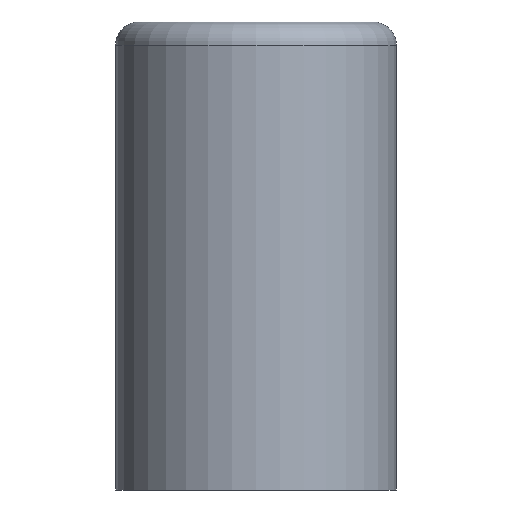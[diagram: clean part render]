
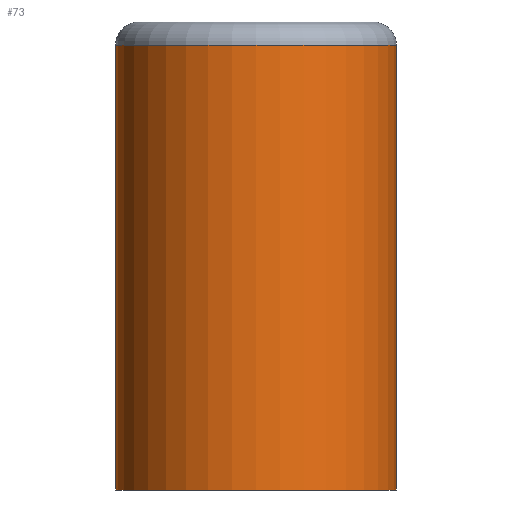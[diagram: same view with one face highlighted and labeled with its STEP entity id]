
A CAD part, front view. The second image highlights one B-rep face of the part: STEP entity #73.
In plain terms, the highlighted cylindrical face has radius 3 mm (diameter 6 mm), a full revolution.
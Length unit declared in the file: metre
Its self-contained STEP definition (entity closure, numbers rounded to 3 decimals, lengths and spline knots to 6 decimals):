
#18=ORIENTED_EDGE('',*,*,#30,.T.);
#19=ORIENTED_EDGE('',*,*,#31,.T.);
#30=EDGE_CURVE('',#36,#36,#42,.F.);
#31=EDGE_CURVE('',#37,#37,#43,.T.);
#36=VERTEX_POINT('',#137);
#37=VERTEX_POINT('',#139);
#42=CIRCLE('',#95,0.003);
#43=CIRCLE('',#96,0.003);
#48=EDGE_LOOP('',(#18));
#49=EDGE_LOOP('',(#19));
#60=FACE_BOUND('',#48,.T.);
#61=FACE_BOUND('',#49,.T.);
#71=CYLINDRICAL_SURFACE('',#94,0.003);
#73=ADVANCED_FACE('',(#60,#61),#71,.T.);
#94=AXIS2_PLACEMENT_3D('',#135,#111,#112);
#95=AXIS2_PLACEMENT_3D('',#136,#113,#114);
#96=AXIS2_PLACEMENT_3D('',#138,#115,#116);
#111=DIRECTION('',(0.,0.,-1.));
#112=DIRECTION('',(-1.,0.,0.));
#113=DIRECTION('',(0.,0.,1.));
#114=DIRECTION('',(1.,0.,0.));
#115=DIRECTION('',(0.,0.,1.));
#116=DIRECTION('',(1.,0.,0.));
#135=CARTESIAN_POINT('',(0.006246,-0.004264,0.013));
#136=CARTESIAN_POINT('',(0.006246,-0.004264,0.0125));
#137=CARTESIAN_POINT('',(0.009246,-0.004264,0.0125));
#138=CARTESIAN_POINT('',(0.006246,-0.004264,0.003));
#139=CARTESIAN_POINT('',(0.009246,-0.004264,0.003));
